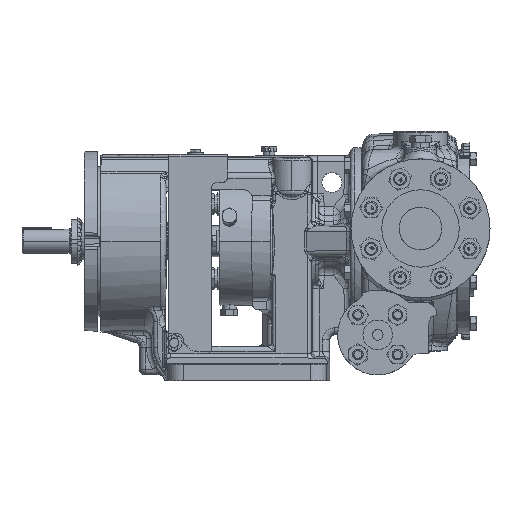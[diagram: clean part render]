
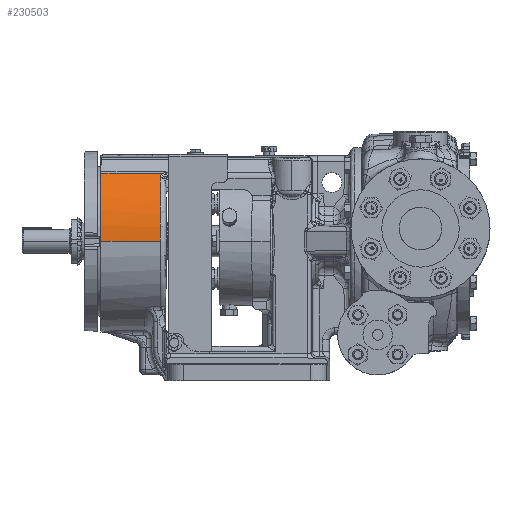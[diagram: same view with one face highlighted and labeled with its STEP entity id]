
A CAD part, top view. The second image highlights one B-rep face of the part: STEP entity #230503.
In plain terms, the highlighted cylindrical face has radius 107.95 mm (diameter 215.9 mm), a partial arc.
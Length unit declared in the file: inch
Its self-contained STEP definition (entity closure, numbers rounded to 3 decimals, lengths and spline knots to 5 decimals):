
#980 = CARTESIAN_POINT ( 'NONE',  ( -9.36425, 3.08251, 2.9259 ) ) ;
#8063 = ORIENTED_EDGE ( 'NONE', *, *, #16150, .T. ) ;
#13412 = AXIS2_PLACEMENT_3D ( 'NONE', #31416, #156529, #49351 ) ;
#13649 = DIRECTION ( 'NONE',  ( -1., 0., 0. ) ) ;
#16150 = EDGE_CURVE ( 'NONE', #160530, #16766, #54541, .T. ) ;
#16766 = VERTEX_POINT ( 'NONE', #63721 ) ;
#18927 = CARTESIAN_POINT ( 'NONE',  ( -9.35175, 3.10395, 2.9031 ) ) ;
#23704 = CARTESIAN_POINT ( 'NONE',  ( -9.38984, 0., 4.25 ) ) ;
#24296 = FACE_OUTER_BOUND ( 'NONE', #66077, .T. ) ;
#24595 = B_SPLINE_CURVE_WITH_KNOTS ( 'NONE', 3,
 ( #159260, #34162, #70098, #195048, #87996, #212952 ),
 .UNSPECIFIED., .F., .F.,
 ( 4, 2, 4 ),
 ( 0., 0.00168, 0.00336 ),
 .UNSPECIFIED. ) ;
#29487 = CARTESIAN_POINT ( 'NONE',  ( 0., 0., 0. ) ) ;
#31416 = CARTESIAN_POINT ( 'NONE',  ( -12.17652, 0., 0. ) ) ;
#34162 = CARTESIAN_POINT ( 'NONE',  ( -9.34291, 3.11776, 2.88833 ) ) ;
#49351 = DIRECTION ( 'NONE',  ( 0., 0., -1. ) ) ;
#50325 = CIRCLE ( 'NONE', #146243, 4.25 ) ;
#54106 = CARTESIAN_POINT ( 'NONE',  ( -9.38694, 3.01477, 2.99579 ) ) ;
#54541 = CIRCLE ( 'NONE', #13412, 4.25 ) ;
#55209 = LINE ( 'NONE', #130997, #150352 ) ;
#63721 = CARTESIAN_POINT ( 'NONE',  ( -12.17652, 0., 4.25 ) ) ;
#66077 = EDGE_LOOP ( 'NONE', ( #137128, #124366, #173684, #146738, #88335, #8063 ) ) ;
#70098 = CARTESIAN_POINT ( 'NONE',  ( -9.33269, 3.13106, 2.8739 ) ) ;
#70736 = EDGE_CURVE ( 'NONE', #148530, #94891, #143563, .T. ) ;
#87996 = CARTESIAN_POINT ( 'NONE',  ( -9.2974, 3.16844, 2.83262 ) ) ;
#88335 = ORIENTED_EDGE ( 'NONE', *, *, #173440, .T. ) ;
#94891 = VERTEX_POINT ( 'NONE', #218962 ) ;
#99815 = DIRECTION ( 'NONE',  ( 0., 0., 1. ) ) ;
#100668 = AXIS2_PLACEMENT_3D ( 'NONE', #29487, #136545, #99815 ) ;
#108035 = CARTESIAN_POINT ( 'NONE',  ( -9.37388, 3.06031, 2.94911 ) ) ;
#119163 = DIRECTION ( 'NONE',  ( -1., 0., 0. ) ) ;
#120712 = CARTESIAN_POINT ( 'NONE',  ( -9.38984, 0., 0. ) ) ;
#122481 = VERTEX_POINT ( 'NONE', #133261 ) ;
#124366 = ORIENTED_EDGE ( 'NONE', *, *, #181831, .T. ) ;
#125534 = LINE ( 'NONE', #208108, #214855 ) ;
#125998 = CARTESIAN_POINT ( 'NONE',  ( -9.3585, 3.09342, 2.91436 ) ) ;
#130997 = CARTESIAN_POINT ( 'NONE',  ( 0., 3.1799, 2.81971 ) ) ;
#133261 = CARTESIAN_POINT ( 'NONE',  ( -9.28364, 3.1799, 2.81971 ) ) ;
#135478 = VERTEX_POINT ( 'NONE', #23704 ) ;
#136545 = DIRECTION ( 'NONE',  ( -1., 0., 0. ) ) ;
#137128 = ORIENTED_EDGE ( 'NONE', *, *, #195914, .F. ) ;
#138667 = DIRECTION ( 'NONE',  ( 0., 0., -1. ) ) ;
#139733 = CARTESIAN_POINT ( 'NONE',  ( -9.38984, 2.96719, 3.04274 ) ) ;
#143563 = B_SPLINE_CURVE_WITH_KNOTS ( 'NONE', 3,
 ( #197023, #179108, #54106, #214940, #108035, #980, #125998, #18927 ),
 .UNSPECIFIED., .F., .F.,
 ( 4, 2, 2, 4 ),
 ( 0., 0.00256, 0.00384, 0.00512 ),
 .UNSPECIFIED. ) ;
#146243 = AXIS2_PLACEMENT_3D ( 'NONE', #120712, #13649, #138667 ) ;
#146738 = ORIENTED_EDGE ( 'NONE', *, *, #209707, .T. ) ;
#148530 = VERTEX_POINT ( 'NONE', #139733 ) ;
#149541 = CARTESIAN_POINT ( 'NONE',  ( -12.17652, 3.1799, 2.81971 ) ) ;
#150352 = VECTOR ( 'NONE', #201266, 39.37008 ) ;
#156529 = DIRECTION ( 'NONE',  ( 1., 0., 0. ) ) ;
#159260 = CARTESIAN_POINT ( 'NONE',  ( -9.35175, 3.10395, 2.9031 ) ) ;
#160530 = VERTEX_POINT ( 'NONE', #149541 ) ;
#173440 = EDGE_CURVE ( 'NONE', #122481, #160530, #55209, .T. ) ;
#173684 = ORIENTED_EDGE ( 'NONE', *, *, #70736, .T. ) ;
#179108 = CARTESIAN_POINT ( 'NONE',  ( -9.38984, 2.99125, 3.01928 ) ) ;
#181831 = EDGE_CURVE ( 'NONE', #135478, #148530, #50325, .T. ) ;
#195048 = CARTESIAN_POINT ( 'NONE',  ( -9.30993, 3.15638, 2.84607 ) ) ;
#195914 = EDGE_CURVE ( 'NONE', #135478, #16766, #125534, .T. ) ;
#197023 = CARTESIAN_POINT ( 'NONE',  ( -9.38984, 2.96719, 3.04274 ) ) ;
#201266 = DIRECTION ( 'NONE',  ( -1., 0., 0. ) ) ;
#203122 = CYLINDRICAL_SURFACE ( 'NONE', #100668, 4.25 ) ;
#208108 = CARTESIAN_POINT ( 'NONE',  ( 0., 0., 4.25 ) ) ;
#209707 = EDGE_CURVE ( 'NONE', #94891, #122481, #24595, .T. ) ;
#212952 = CARTESIAN_POINT ( 'NONE',  ( -9.28364, 3.1799, 2.81971 ) ) ;
#214855 = VECTOR ( 'NONE', #119163, 39.37008 ) ;
#214940 = CARTESIAN_POINT ( 'NONE',  ( -9.37776, 3.04904, 2.96076 ) ) ;
#218962 = CARTESIAN_POINT ( 'NONE',  ( -9.35175, 3.10395, 2.9031 ) ) ;
#230503 = ADVANCED_FACE ( 'NONE', ( #24296 ), #203122, .T. ) ;
